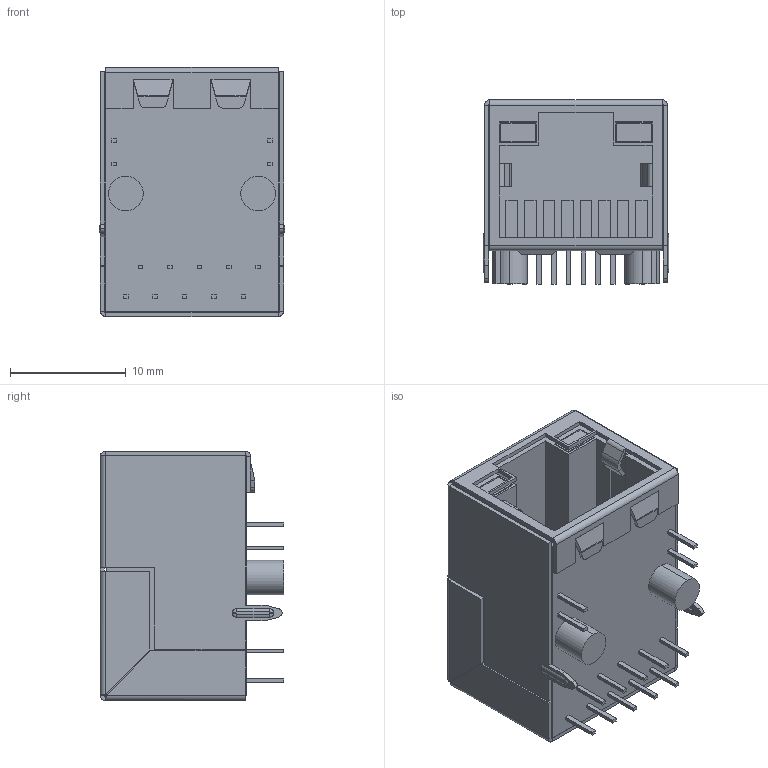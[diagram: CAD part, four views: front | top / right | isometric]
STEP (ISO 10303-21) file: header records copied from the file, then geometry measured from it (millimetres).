
FILE_DESCRIPTION (( 'STEP AP214' ), '1' );
FILE_NAME ('RJ45_10P_TJ3009.STEP', '2015-02-20T07:07:43', ( 'furqan' ), ( '' ), 'SwSTEP 2.0', 'SolidWorks 2014', '' );
FILE_SCHEMA (( 'AUTOMOTIVE_DESIGN' ));
Length unit declared in the file: millimetre
Products named in the file (1): RJ45_10P_TJ3009
Bounding box: 16 x 15.87 x 21.5 mm (x, y, z)
Volume: 2000.2 mm3; surface area: 6410.6 mm2
Topology: 28 solids, 28 shells, 419 faces, 934 edges, 578 vertices
Faces by surface type: plane 329, cylinder 62, torus 16, bspline 12
Entity records: 13774 total; most frequent: CARTESIAN_POINT 2184, ORIENTED_EDGE 1868, DIRECTION 1852, EDGE_CURVE 934, VECTOR 768, LINE 768, VERTEX_POINT 578, AXIS2_PLACEMENT_3D 542
